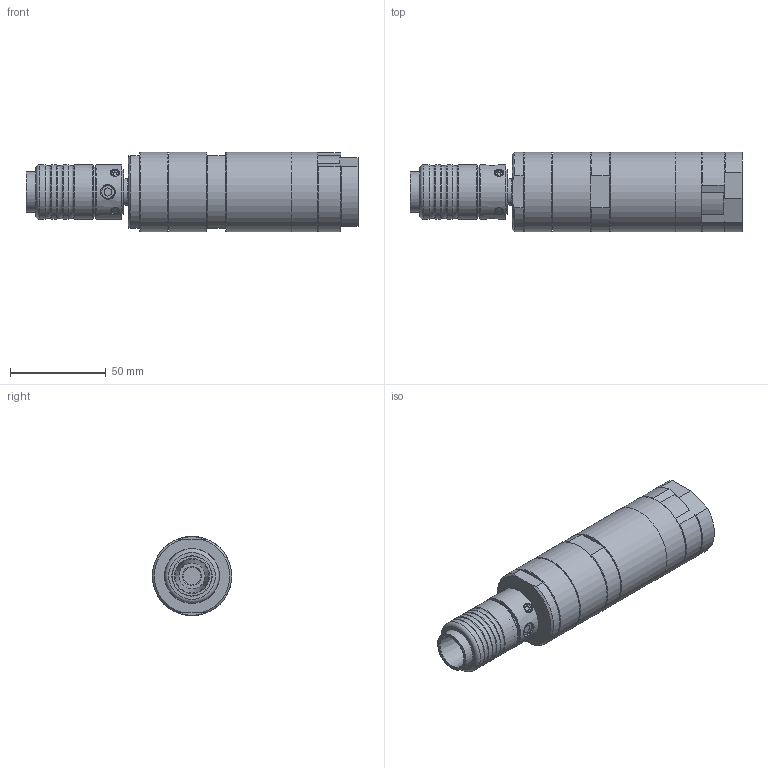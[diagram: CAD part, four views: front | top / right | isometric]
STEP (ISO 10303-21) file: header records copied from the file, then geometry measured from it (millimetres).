
FILE_DESCRIPTION(/* description */ ('EBMU 23-14000 WS-ST'),/* implementation_level */ '2;1');
FILE_NAME(/* name */ 'EBMU 23-14000 WS-ST_60075977.stp',/* time_stamp */ '2023-08-09T14:19:07+02:00',/* author */ ('DSteinicke'),/* organization */ (''),/* preprocessor_version */ 'ST-DEVELOPER v19.2',/* originating_system */ 'Autodesk Inventor 2024',/* authorisation */ '');
FILE_SCHEMA (('AUTOMOTIVE_DESIGN { 1 0 10303 214 3 1 1 }'));
Length unit declared in the file: millimetre
Products named in the file (1): 60075977
Bounding box: 173.5 x 41.5 x 41.5 mm (x, y, z)
Volume: 184589.4 mm3; surface area: 27012.8 mm2
Topology: 1 solids, 6 shells, 266 faces, 631 edges, 411 vertices
Faces by surface type: plane 148, cylinder 56, cone 39, bspline 17, torus 6
Full cylindrical faces by diameter (mm): 6.647 x2, 11.445 x3, 13.8 x1, 14 x1, 14.95 x1, 16 x1, 21 x1, 21.1 x1, 23 x1, 26 x2, 27.4 x1, 28.4 x4, 28.6 x1, 37.99 x1, 41.5 x4
Entity records: 9194 total; most frequent: CARTESIAN_POINT 2770, ORIENTED_EDGE 1262, DIRECTION 1241, EDGE_CURVE 631, AXIS2_PLACEMENT_3D 450, VERTEX_POINT 411, LINE 341, VECTOR 341
